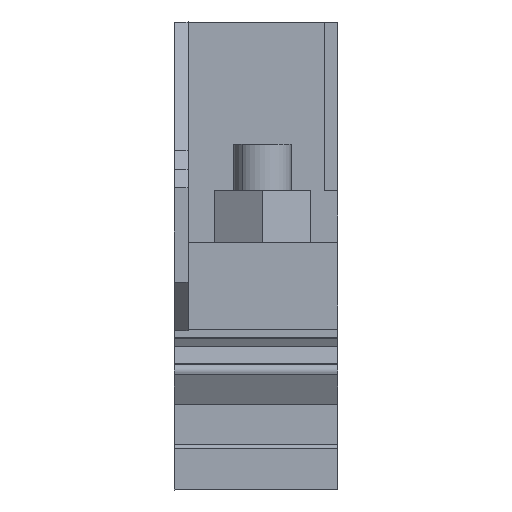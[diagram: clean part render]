
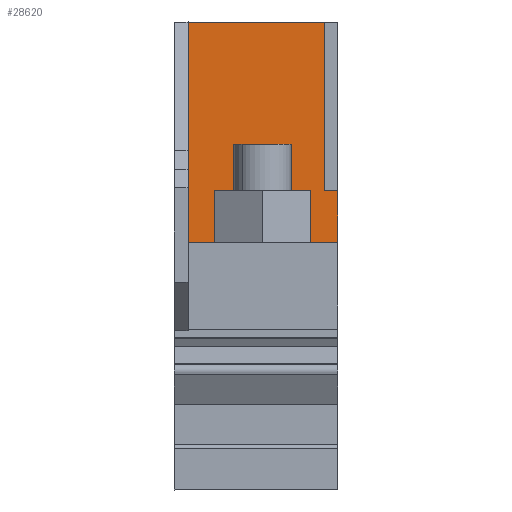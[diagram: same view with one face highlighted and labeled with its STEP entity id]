
A CAD part, front view. The second image highlights one B-rep face of the part: STEP entity #28620.
In plain terms, the highlighted face is planar.
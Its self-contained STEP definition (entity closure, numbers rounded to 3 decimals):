
#360=CARTESIAN_POINT('',(-164.349,232.2,
12.3));
#370=VERTEX_POINT('',#360);
#400=CARTESIAN_POINT('',(-164.349,232.2,
25.8));
#410=DIRECTION('',(0.,0.,
1.));
#420=VECTOR('',#410,1.);
#430=LINE('',#400,#420);
#440=CARTESIAN_POINT('',(-164.349,232.2,
11.3));
#450=VERTEX_POINT('',#440);
#460=EDGE_CURVE('',#450,#370,#430,.T.);
#12960=CARTESIAN_POINT('',(-164.346,435.1,
11.303));
#12970=DIRECTION('',(0.,1.,
0.));
#12980=VECTOR('',#12970,1.);
#12990=LINE('',#12960,#12980);
#13000=CARTESIAN_POINT('',(-164.349,226.8,
11.3));
#13010=VERTEX_POINT('',#13000);
#13020=EDGE_CURVE('',#13010,#450,#12990,.T.);
#27760=CARTESIAN_POINT('',(-164.349,226.8,
12.7));
#27770=VERTEX_POINT('',#27760);
#27820=CARTESIAN_POINT('',(-164.349,226.8,
25.8));
#27830=DIRECTION('',(0.,0.,
-1.));
#27840=VECTOR('',#27830,1.);
#27850=LINE('',#27820,#27840);
#27860=EDGE_CURVE('',#27770,#13010,#27850,.T.);
#28070=CARTESIAN_POINT('',(-164.349,209.3,
12.699));
#28080=VERTEX_POINT('',#28070);
#28130=CARTESIAN_POINT('',(-164.346,435.1,
12.703));
#28140=DIRECTION('',(0.,1.,
0.));
#28150=VECTOR('',#28140,1.);
#28160=LINE('',#28130,#28150);
#28170=EDGE_CURVE('',#28080,#27770,#28160,.T.);
#28290=CARTESIAN_POINT('',(-164.349,225.7,
11.575));
#28300=DIRECTION('',(-1.,0.,
0.));
#28310=DIRECTION('',(0.,-1.,
0.));
#28320=AXIS2_PLACEMENT_3D('',#28290,#28300,#28310);
#28330=PLANE('',#28320);
#28340=ORIENTED_EDGE('',*,*,#27860,.F.);
#28350=ORIENTED_EDGE('',*,*,#13020,.F.);
#28360=ORIENTED_EDGE('',*,*,#460,.F.);
#28370=CARTESIAN_POINT('',(-164.349,232.2,
25.8));
#28380=DIRECTION('',(0.,0.,
1.));
#28390=VECTOR('',#28380,1.);
#28400=LINE('',#28370,#28390);
#28410=CARTESIAN_POINT('',(-164.349,232.199,
26.85));
#28420=VERTEX_POINT('',#28410);
#28430=EDGE_CURVE('',#370,#28420,#28400,.T.);
#28440=ORIENTED_EDGE('',*,*,#28430,.F.);
#28450=CARTESIAN_POINT('',(-164.346,435.099,
26.853));
#28460=DIRECTION('',(0.,-1.,
0.));
#28470=VECTOR('',#28460,1.);
#28480=LINE('',#28450,#28470);
#28490=CARTESIAN_POINT('',(-164.349,209.299,
26.849));
#28500=VERTEX_POINT('',#28490);
#28510=EDGE_CURVE('',#28420,#28500,#28480,.T.);
#28520=ORIENTED_EDGE('',*,*,#28510,.F.);
#28530=CARTESIAN_POINT('',(-164.349,209.3,
25.799));
#28540=DIRECTION('',(0.,0.,
1.));
#28550=VECTOR('',#28540,1.);
#28560=LINE('',#28530,#28550);
#28570=EDGE_CURVE('',#28080,#28500,#28560,.T.);
#28580=ORIENTED_EDGE('',*,*,#28570,.T.);
#28590=ORIENTED_EDGE('',*,*,#28170,.F.);
#28600=EDGE_LOOP('',(#28590,#28580,#28520,#28440,#28360,#28350,#28340));
#28610=FACE_OUTER_BOUND('',#28600,.T.);
#28620=ADVANCED_FACE('',(#28610),#28330,.T.);
